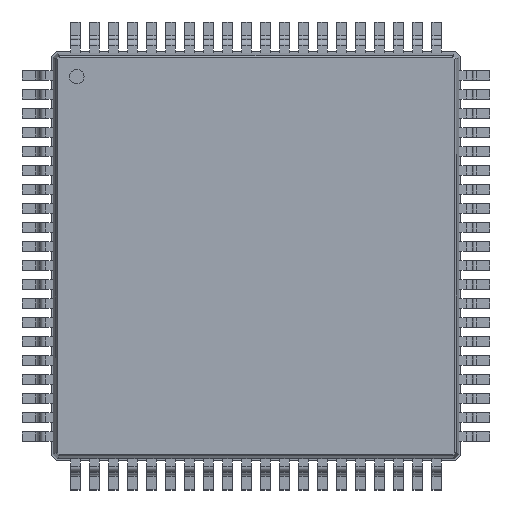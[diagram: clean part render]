
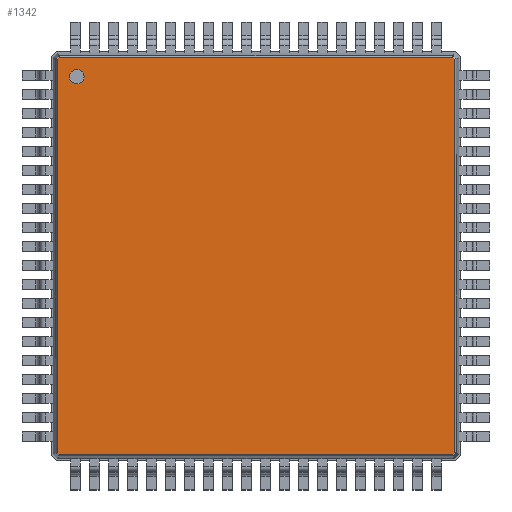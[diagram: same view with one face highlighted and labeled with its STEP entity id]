
A CAD part, top view. The second image highlights one B-rep face of the part: STEP entity #1342.
In plain terms, the highlighted planar face has unit normal (0, 0, 1).
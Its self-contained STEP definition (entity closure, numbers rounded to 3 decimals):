
#13=DIRECTION('',(0.,0.,1.));
#43=CARTESIAN_POINT('',(-6.74,6.829,1.1));
#241=VERTEX_POINT('',#242);
#242=CARTESIAN_POINT('',(-6.724,6.789,1.1));
#259=EDGE_CURVE('',#241,#260,#262,.T.);
#260=VERTEX_POINT('',#261);
#261=CARTESIAN_POINT('',(6.724,6.789,1.1));
#262=B_SPLINE_CURVE_WITH_KNOTS('',2,(#263,#264,#265,#266,#267),.UNSPECIFIED.,.F.,.F.,(3,1,1,3),(-0.7,-0.04,13.52,14.18),.UNSPECIFIED.);
#263=CARTESIAN_POINT('',(-7.44,6.789,1.1));
#264=CARTESIAN_POINT('',(-7.11,6.789,1.1));
#265=CARTESIAN_POINT('',(0.,6.789,1.1));
#266=CARTESIAN_POINT('',(7.11,6.789,1.1));
#267=CARTESIAN_POINT('',(7.44,6.789,1.1));
#1054=DIRECTION('',(0.,-1.,0.));
#1273=EDGE_CURVE('',#260,#1274,#1276,.T.);
#1274=VERTEX_POINT('',#1275);
#1275=CARTESIAN_POINT('',(6.789,6.724,1.1));
#1276=B_SPLINE_CURVE_WITH_KNOTS('',2,(#1277,#1278,#1279,#1280,#1281),.UNSPECIFIED.,.F.,.F.,(3,1,1,3),(-0.291,-0.04,0.167,0.418),.UNSPECIFIED.);
#1277=CARTESIAN_POINT('',(6.505,7.007,1.1));
#1278=CARTESIAN_POINT('',(6.594,6.918,1.1));
#1279=CARTESIAN_POINT('',(6.756,6.756,1.1));
#1280=CARTESIAN_POINT('',(6.918,6.594,1.1));
#1281=CARTESIAN_POINT('',(7.007,6.505,1.1));
#1310=VERTEX_POINT('',#1311);
#1311=CARTESIAN_POINT('',(-6.789,6.724,1.1));
#1328=EDGE_CURVE('',#1310,#241,#1329,.T.);
#1329=B_SPLINE_CURVE_WITH_KNOTS('',2,(#1330,#1331,#1332,#1333,#1334),.UNSPECIFIED.,.F.,.F.,(3,1,1,3),(-0.291,-0.04,0.167,0.418),.UNSPECIFIED.);
#1330=CARTESIAN_POINT('',(-7.007,6.505,1.1));
#1331=CARTESIAN_POINT('',(-6.918,6.594,1.1));
#1332=CARTESIAN_POINT('',(-6.756,6.756,1.1));
#1333=CARTESIAN_POINT('',(-6.594,6.918,1.1));
#1334=CARTESIAN_POINT('',(-6.505,7.007,1.1));
#1342=ADVANCED_FACE('',(#1343,#1396),#1406,.T.);
#1343=FACE_BOUND('',#1344,.T.);
#1344=EDGE_LOOP('',(#1345,#1346,#1347,#1357,#1367,#1377,#1387,#1395));
#1345=ORIENTED_EDGE('',*,*,#259,.F.);
#1346=ORIENTED_EDGE('',*,*,#1328,.F.);
#1347=ORIENTED_EDGE('',*,*,#1348,.F.);
#1348=EDGE_CURVE('',#1349,#1310,#1351,.T.);
#1349=VERTEX_POINT('',#1350);
#1350=CARTESIAN_POINT('',(-6.789,-6.724,1.1));
#1351=B_SPLINE_CURVE_WITH_KNOTS('',2,(#1352,#1353,#1354,#1355,#1356),.UNSPECIFIED.,.F.,.F.,(3,1,1,3),(-0.7,-0.04,13.52,14.18),.UNSPECIFIED.);
#1352=CARTESIAN_POINT('',(-6.789,-7.44,1.1));
#1353=CARTESIAN_POINT('',(-6.789,-7.11,1.1));
#1354=CARTESIAN_POINT('',(-6.789,0.,1.1));
#1355=CARTESIAN_POINT('',(-6.789,7.11,1.1));
#1356=CARTESIAN_POINT('',(-6.789,7.44,1.1));
#1357=ORIENTED_EDGE('',*,*,#1358,.F.);
#1358=EDGE_CURVE('',#1359,#1349,#1361,.T.);
#1359=VERTEX_POINT('',#1360);
#1360=CARTESIAN_POINT('',(-6.724,-6.789,1.1));
#1361=B_SPLINE_CURVE_WITH_KNOTS('',2,(#1362,#1363,#1364,#1365,#1366),.UNSPECIFIED.,.F.,.F.,(3,1,1,3),(-0.291,-0.04,0.167,0.418),.UNSPECIFIED.);
#1362=CARTESIAN_POINT('',(-6.505,-7.007,1.1));
#1363=CARTESIAN_POINT('',(-6.594,-6.918,1.1));
#1364=CARTESIAN_POINT('',(-6.756,-6.756,1.1));
#1365=CARTESIAN_POINT('',(-6.918,-6.594,1.1));
#1366=CARTESIAN_POINT('',(-7.007,-6.505,1.1));
#1367=ORIENTED_EDGE('',*,*,#1368,.F.);
#1368=EDGE_CURVE('',#1369,#1359,#1371,.T.);
#1369=VERTEX_POINT('',#1370);
#1370=CARTESIAN_POINT('',(6.724,-6.789,1.1));
#1371=B_SPLINE_CURVE_WITH_KNOTS('',2,(#1372,#1373,#1374,#1375,#1376),.UNSPECIFIED.,.F.,.F.,(3,1,1,3),(-0.7,-0.04,13.52,14.18),.UNSPECIFIED.);
#1372=CARTESIAN_POINT('',(7.44,-6.789,1.1));
#1373=CARTESIAN_POINT('',(7.11,-6.789,1.1));
#1374=CARTESIAN_POINT('',(0.,-6.789,1.1));
#1375=CARTESIAN_POINT('',(-7.11,-6.789,1.1));
#1376=CARTESIAN_POINT('',(-7.44,-6.789,1.1));
#1377=ORIENTED_EDGE('',*,*,#1378,.F.);
#1378=EDGE_CURVE('',#1379,#1369,#1381,.T.);
#1379=VERTEX_POINT('',#1380);
#1380=CARTESIAN_POINT('',(6.789,-6.724,1.1));
#1381=B_SPLINE_CURVE_WITH_KNOTS('',2,(#1382,#1383,#1384,#1385,#1386),.UNSPECIFIED.,.F.,.F.,(3,1,1,3),(-0.291,-0.04,0.167,0.418),.UNSPECIFIED.);
#1382=CARTESIAN_POINT('',(7.007,-6.505,1.1));
#1383=CARTESIAN_POINT('',(6.918,-6.594,1.1));
#1384=CARTESIAN_POINT('',(6.756,-6.756,1.1));
#1385=CARTESIAN_POINT('',(6.594,-6.918,1.1));
#1386=CARTESIAN_POINT('',(6.505,-7.007,1.1));
#1387=ORIENTED_EDGE('',*,*,#1388,.F.);
#1388=EDGE_CURVE('',#1274,#1379,#1389,.T.);
#1389=B_SPLINE_CURVE_WITH_KNOTS('',2,(#1390,#1391,#1392,#1393,#1394),.UNSPECIFIED.,.F.,.F.,(3,1,1,3),(-0.7,-0.04,13.52,14.18),.UNSPECIFIED.);
#1390=CARTESIAN_POINT('',(6.789,7.44,1.1));
#1391=CARTESIAN_POINT('',(6.789,7.11,1.1));
#1392=CARTESIAN_POINT('',(6.789,0.,1.1));
#1393=CARTESIAN_POINT('',(6.789,-7.11,1.1));
#1394=CARTESIAN_POINT('',(6.789,-7.44,1.1));
#1395=ORIENTED_EDGE('',*,*,#1273,.F.);
#1396=FACE_BOUND('',#1397,.T.);
#1397=EDGE_LOOP('',(#1398));
#1398=ORIENTED_EDGE('',*,*,#1399,.T.);
#1399=EDGE_CURVE('',#1400,#1400,#1402,.T.);
#1400=VERTEX_POINT('',#1401);
#1401=CARTESIAN_POINT('',(-6.129,5.879,1.1));
#1402=CIRCLE('',#1403,0.25);
#1403=AXIS2_PLACEMENT_3D('',#1404,#1405,#1054);
#1404=CARTESIAN_POINT('',(-6.129,6.129,1.1));
#1405=DIRECTION('',(0.,-0.,-1.));
#1406=PLANE('',#1407);
#1407=AXIS2_PLACEMENT_3D('',#43,#13,#1408);
#1408=DIRECTION('',(0.702,-0.712,0.));
